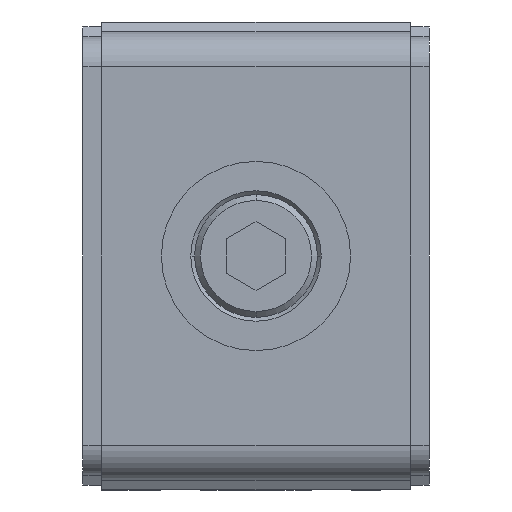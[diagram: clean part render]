
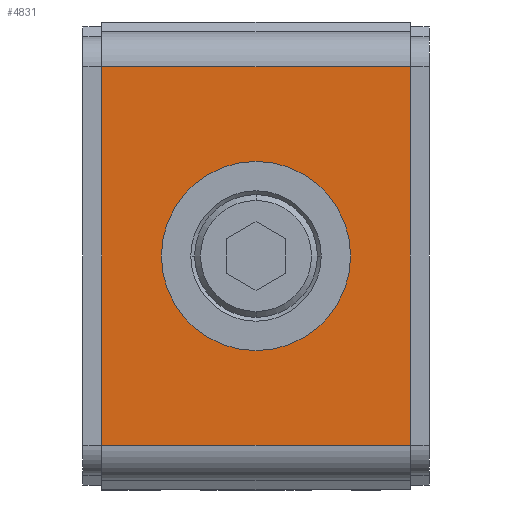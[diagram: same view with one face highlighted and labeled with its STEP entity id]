
A CAD part, front view. The second image highlights one B-rep face of the part: STEP entity #4831.
In plain terms, the highlighted planar face has unit normal (0, -1, 0).
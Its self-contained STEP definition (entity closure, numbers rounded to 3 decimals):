
#102 = DIRECTION ( 'NONE',  ( 0., 0., 1. ) ) ;
#487 = VERTEX_POINT ( 'NONE', #5774 ) ;
#825 = LINE ( 'NONE', #4770, #5892 ) ;
#1323 = ORIENTED_EDGE ( 'NONE', *, *, #7979, .F. ) ;
#1568 = LINE ( 'NONE', #10447, #8228 ) ;
#1693 = CARTESIAN_POINT ( 'NONE',  ( 0., 0., 9.5 ) ) ;
#1755 = FACE_BOUND ( 'NONE', #5051, .T. ) ;
#1997 = CARTESIAN_POINT ( 'NONE',  ( 15.5, 0., 19. ) ) ;
#2083 = ORIENTED_EDGE ( 'NONE', *, *, #10597, .F. ) ;
#2202 = DIRECTION ( 'NONE',  ( 0., 0., -1. ) ) ;
#2759 = AXIS2_PLACEMENT_3D ( 'NONE', #11389, #10501, #4356 ) ;
#2945 = EDGE_CURVE ( 'NONE', #487, #6996, #12368, .T. ) ;
#3122 = CARTESIAN_POINT ( 'NONE',  ( 15.5, 0., 19. ) ) ;
#3899 = ORIENTED_EDGE ( 'NONE', *, *, #8477, .F. ) ;
#4356 = DIRECTION ( 'NONE',  ( 0., 0., 1. ) ) ;
#4770 = CARTESIAN_POINT ( 'NONE',  ( 15.5, 0., -19. ) ) ;
#4831 = ADVANCED_FACE ( 'NONE', ( #9210, #1755 ), #7227, .F. ) ;
#4976 = CARTESIAN_POINT ( 'NONE',  ( -15.5, 0., 19. ) ) ;
#5051 = EDGE_LOOP ( 'NONE', ( #3899, #8233 ) ) ;
#5376 = CARTESIAN_POINT ( 'NONE',  ( 15.5, 0., 19. ) ) ;
#5774 = CARTESIAN_POINT ( 'NONE',  ( -15.5, 0., -19. ) ) ;
#5847 = VERTEX_POINT ( 'NONE', #5376 ) ;
#5892 = VECTOR ( 'NONE', #12849, 1000. ) ;
#6056 = VECTOR ( 'NONE', #9071, 1000. ) ;
#6310 = CIRCLE ( 'NONE', #6392, 9.5 ) ;
#6392 = AXIS2_PLACEMENT_3D ( 'NONE', #11222, #7267, #10259 ) ;
#6959 = ORIENTED_EDGE ( 'NONE', *, *, #10007, .F. ) ;
#6962 = DIRECTION ( 'NONE',  ( 0., 0., 1. ) ) ;
#6996 = VERTEX_POINT ( 'NONE', #12283 ) ;
#7120 = VERTEX_POINT ( 'NONE', #8740 ) ;
#7199 = VERTEX_POINT ( 'NONE', #8698 ) ;
#7227 = PLANE ( 'NONE',  #11750 ) ;
#7267 = DIRECTION ( 'NONE',  ( 0., -1., 0. ) ) ;
#7979 = EDGE_CURVE ( 'NONE', #5847, #7199, #1568, .T. ) ;
#8108 = DIRECTION ( 'NONE',  ( 0., 1., 0. ) ) ;
#8228 = VECTOR ( 'NONE', #2202, 1000. ) ;
#8233 = ORIENTED_EDGE ( 'NONE', *, *, #9752, .F. ) ;
#8477 = EDGE_CURVE ( 'NONE', #10416, #7120, #6310, .T. ) ;
#8698 = CARTESIAN_POINT ( 'NONE',  ( 15.5, 0., -19. ) ) ;
#8740 = CARTESIAN_POINT ( 'NONE',  ( 0., 0., -9.5 ) ) ;
#9071 = DIRECTION ( 'NONE',  ( 1., 0., 0. ) ) ;
#9210 = FACE_OUTER_BOUND ( 'NONE', #10505, .T. ) ;
#9528 = VECTOR ( 'NONE', #6962, 1000. ) ;
#9609 = ORIENTED_EDGE ( 'NONE', *, *, #2945, .F. ) ;
#9752 = EDGE_CURVE ( 'NONE', #7120, #10416, #11105, .T. ) ;
#10007 = EDGE_CURVE ( 'NONE', #7199, #487, #825, .T. ) ;
#10259 = DIRECTION ( 'NONE',  ( 0., 0., 1. ) ) ;
#10416 = VERTEX_POINT ( 'NONE', #1693 ) ;
#10447 = CARTESIAN_POINT ( 'NONE',  ( 15.5, 0., 19. ) ) ;
#10501 = DIRECTION ( 'NONE',  ( 0., -1., 0. ) ) ;
#10505 = EDGE_LOOP ( 'NONE', ( #6959, #1323, #2083, #9609 ) ) ;
#10597 = EDGE_CURVE ( 'NONE', #6996, #5847, #11078, .T. ) ;
#11078 = LINE ( 'NONE', #1997, #6056 ) ;
#11105 = CIRCLE ( 'NONE', #2759, 9.5 ) ;
#11222 = CARTESIAN_POINT ( 'NONE',  ( 0., 0., 0. ) ) ;
#11389 = CARTESIAN_POINT ( 'NONE',  ( 0., 0., 0. ) ) ;
#11750 = AXIS2_PLACEMENT_3D ( 'NONE', #3122, #8108, #102 ) ;
#12283 = CARTESIAN_POINT ( 'NONE',  ( -15.5, 0., 19. ) ) ;
#12368 = LINE ( 'NONE', #4976, #9528 ) ;
#12849 = DIRECTION ( 'NONE',  ( -1., 0., 0. ) ) ;
